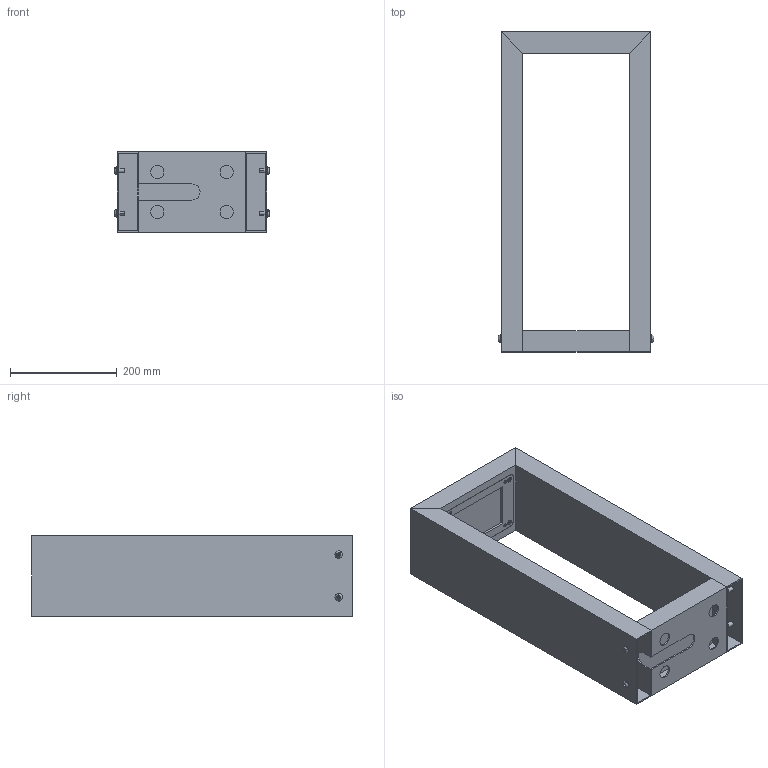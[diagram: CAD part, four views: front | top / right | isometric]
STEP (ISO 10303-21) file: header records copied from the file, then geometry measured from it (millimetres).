
FILE_DESCRIPTION (( 'STEP AP203' ), '1' );
FILE_NAME ('ATRIUM O-SHAPE LED.STEP', '2022-05-12T06:40:19', ( '' ), ( '' ), 'SwSTEP 2.0', 'SolidWorks 2019', '' );
FILE_SCHEMA (( 'CONFIG_CONTROL_DESIGN' ));
Length unit declared in the file: millimetre
Products named in the file (1): ATRIUM O-SHAPE LED
Bounding box: 292 x 600 x 150 mm (x, y, z)
Volume: 1492466.4 mm3; surface area: 1206219.3 mm2
Topology: 18 solids, 18 shells, 400 faces, 930 edges, 564 vertices
Faces by surface type: plane 200, cylinder 112, cone 64, torus 16, sphere 8
Entity records: 11337 total; most frequent: DIRECTION 2076, CARTESIAN_POINT 1879, ORIENTED_EDGE 1828, EDGE_CURVE 914, AXIS2_PLACEMENT_3D 761, VERTEX_POINT 564, VECTOR 554, LINE 554
